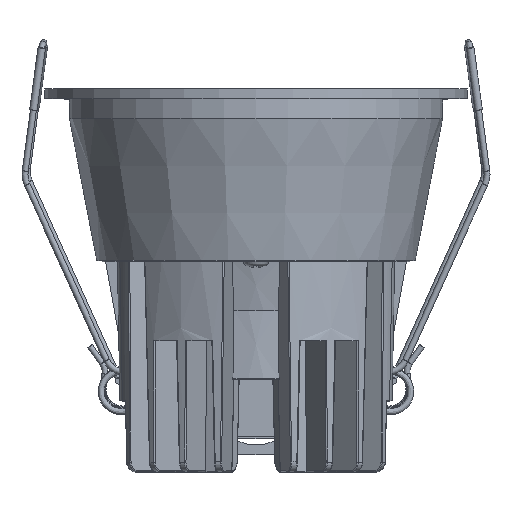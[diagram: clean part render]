
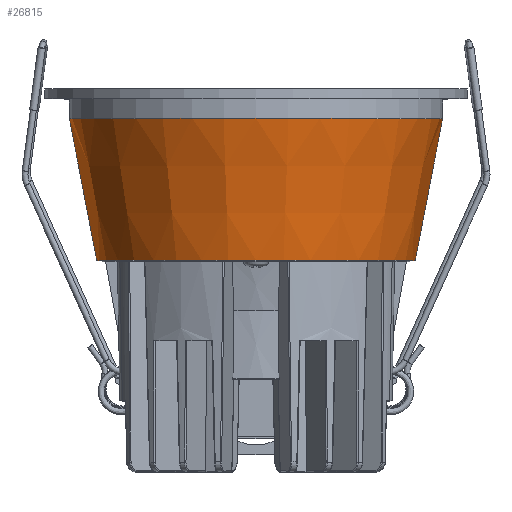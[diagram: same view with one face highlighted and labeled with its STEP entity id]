
A CAD part, top view. The second image highlights one B-rep face of the part: STEP entity #26815.
In plain terms, the highlighted conical face has half-angle 10.923 degrees and reference radius 34.75 mm.
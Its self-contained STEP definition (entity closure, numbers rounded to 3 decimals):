
#26533=DIRECTION('',(0.189,-0.982,0.));
#26534=VECTOR('',#26533,29.026);
#26535=CARTESIAN_POINT('',(-37.5,28.5,0.));
#26536=LINE('',#26535,#26534);
#26537=DIRECTION('',(-0.189,-0.982,0.));
#26538=VECTOR('',#26537,29.026);
#26539=CARTESIAN_POINT('',(37.5,28.5,0.));
#26540=LINE('',#26539,#26538);
#26541=CARTESIAN_POINT('',(0.,28.5,0.));
#26542=DIRECTION('',(0.,1.,0.));
#26543=DIRECTION('',(-1.,0.,0.));
#26544=AXIS2_PLACEMENT_3D('',#26541,#26542,#26543);
#26561=CARTESIAN_POINT('',(0.,0.,0.));
#26562=DIRECTION('',(0.,1.,0.));
#26563=DIRECTION('',(-1.,0.,0.));
#26564=AXIS2_PLACEMENT_3D('',#26561,#26562,#26563);
#26570=CARTESIAN_POINT('',(32.,0.,0.));
#26571=CARTESIAN_POINT('',(-32.,0.,0.));
#26572=VERTEX_POINT('',#26570);
#26573=VERTEX_POINT('',#26571);
#26574=CARTESIAN_POINT('',(37.5,28.5,0.));
#26575=VERTEX_POINT('',#26574);
#26576=CARTESIAN_POINT('',(-37.5,28.5,0.));
#26577=VERTEX_POINT('',#26576);
#26803=CARTESIAN_POINT('',(0.,14.25,0.));
#26804=DIRECTION('',(0.,1.,0.));
#26805=DIRECTION('',(1.,0.,0.));
#26806=AXIS2_PLACEMENT_3D('',#26803,#26804,#26805);
#26807=CONICAL_SURFACE('',#26806,34.75,10.923);
#26808=ORIENTED_EDGE('',*,*,#26793,.T.);
#26810=ORIENTED_EDGE('',*,*,#26809,.F.);
#26811=ORIENTED_EDGE('',*,*,#26796,.F.);
#26812=ORIENTED_EDGE('',*,*,#26767,.T.);
#26813=EDGE_LOOP('',(#26808,#26810,#26811,#26812));
#26814=FACE_OUTER_BOUND('',#26813,.F.);
#26815=ADVANCED_FACE('',(#26814),#26807,.T.);
#26545=CIRCLE('',#26544,37.5);
#26565=CIRCLE('',#26564,32.);
#26767=EDGE_CURVE('',#26577,#26575,#26545,.T.);
#26793=EDGE_CURVE('',#26575,#26572,#26540,.T.);
#26796=EDGE_CURVE('',#26577,#26573,#26536,.T.);
#26809=EDGE_CURVE('',#26573,#26572,#26565,.T.);
